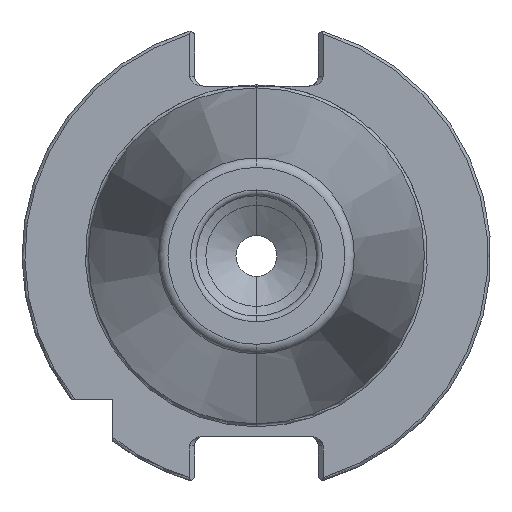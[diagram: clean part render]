
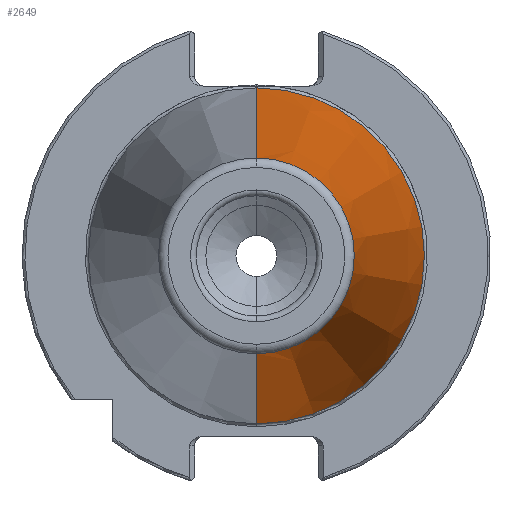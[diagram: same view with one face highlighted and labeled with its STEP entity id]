
A CAD part, left-side view. The second image highlights one B-rep face of the part: STEP entity #2649.
In plain terms, the highlighted conical face has half-angle 8.297 degrees and reference radius 34.925 mm.
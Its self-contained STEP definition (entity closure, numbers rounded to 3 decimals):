
#78 = VECTOR ( 'NONE', #3541, 1000. ) ;
#387 = CARTESIAN_POINT ( 'NONE',  ( 0., 0., 34.925 ) ) ;
#416 = DIRECTION ( 'NONE',  ( -1., 0., 0. ) ) ;
#417 = CIRCLE ( 'NONE', #3801, 34.925 ) ;
#449 = VERTEX_POINT ( 'NONE', #982 ) ;
#587 = CONICAL_SURFACE ( 'NONE', #1182, 34.925, 0.145 ) ;
#979 = CARTESIAN_POINT ( 'NONE',  ( 0., 0., 0. ) ) ;
#982 = CARTESIAN_POINT ( 'NONE',  ( 0., 0., -34.925 ) ) ;
#1182 = AXIS2_PLACEMENT_3D ( 'NONE', #2280, #4969, #4512 ) ;
#1250 = CARTESIAN_POINT ( 'NONE',  ( -99.889, 0., 20.358 ) ) ;
#1403 = EDGE_LOOP ( 'NONE', ( #3351, #1916, #4006, #2671 ) ) ;
#1413 = DIRECTION ( 'NONE',  ( 0., 0., 1. ) ) ;
#1488 = LINE ( 'NONE', #4930, #78 ) ;
#1809 = CIRCLE ( 'NONE', #2811, 20.358 ) ;
#1916 = ORIENTED_EDGE ( 'NONE', *, *, #3019, .F. ) ;
#2280 = CARTESIAN_POINT ( 'NONE',  ( 0., 0., 0. ) ) ;
#2649 = ADVANCED_FACE ( 'NONE', ( #3043 ), #587, .T. ) ;
#2671 = ORIENTED_EDGE ( 'NONE', *, *, #4932, .T. ) ;
#2811 = AXIS2_PLACEMENT_3D ( 'NONE', #3033, #416, #3472 ) ;
#2966 = VERTEX_POINT ( 'NONE', #1250 ) ;
#3019 = EDGE_CURVE ( 'NONE', #5318, #2966, #1809, .T. ) ;
#3033 = CARTESIAN_POINT ( 'NONE',  ( -99.889, 0., 0. ) ) ;
#3043 = FACE_OUTER_BOUND ( 'NONE', #1403, .T. ) ;
#3338 = CARTESIAN_POINT ( 'NONE',  ( 0., 0., 34.925 ) ) ;
#3351 = ORIENTED_EDGE ( 'NONE', *, *, #5335, .F. ) ;
#3433 = DIRECTION ( 'NONE',  ( 0.99, 0., 0.144 ) ) ;
#3472 = DIRECTION ( 'NONE',  ( 0., 0., 1. ) ) ;
#3541 = DIRECTION ( 'NONE',  ( 0.99, 0., -0.144 ) ) ;
#3801 = AXIS2_PLACEMENT_3D ( 'NONE', #979, #4065, #1413 ) ;
#4006 = ORIENTED_EDGE ( 'NONE', *, *, #5517, .T. ) ;
#4065 = DIRECTION ( 'NONE',  ( -1., 0., 0. ) ) ;
#4132 = VECTOR ( 'NONE', #3433, 1000. ) ;
#4512 = DIRECTION ( 'NONE',  ( 0., 0., -1. ) ) ;
#4930 = CARTESIAN_POINT ( 'NONE',  ( 0., 0., -34.925 ) ) ;
#4932 = EDGE_CURVE ( 'NONE', #449, #5243, #417, .T. ) ;
#4969 = DIRECTION ( 'NONE',  ( 1., 0., 0. ) ) ;
#5243 = VERTEX_POINT ( 'NONE', #3338 ) ;
#5318 = VERTEX_POINT ( 'NONE', #5708 ) ;
#5335 = EDGE_CURVE ( 'NONE', #2966, #5243, #5343, .T. ) ;
#5343 = LINE ( 'NONE', #387, #4132 ) ;
#5517 = EDGE_CURVE ( 'NONE', #5318, #449, #1488, .T. ) ;
#5708 = CARTESIAN_POINT ( 'NONE',  ( -99.889, 0., -20.358 ) ) ;
